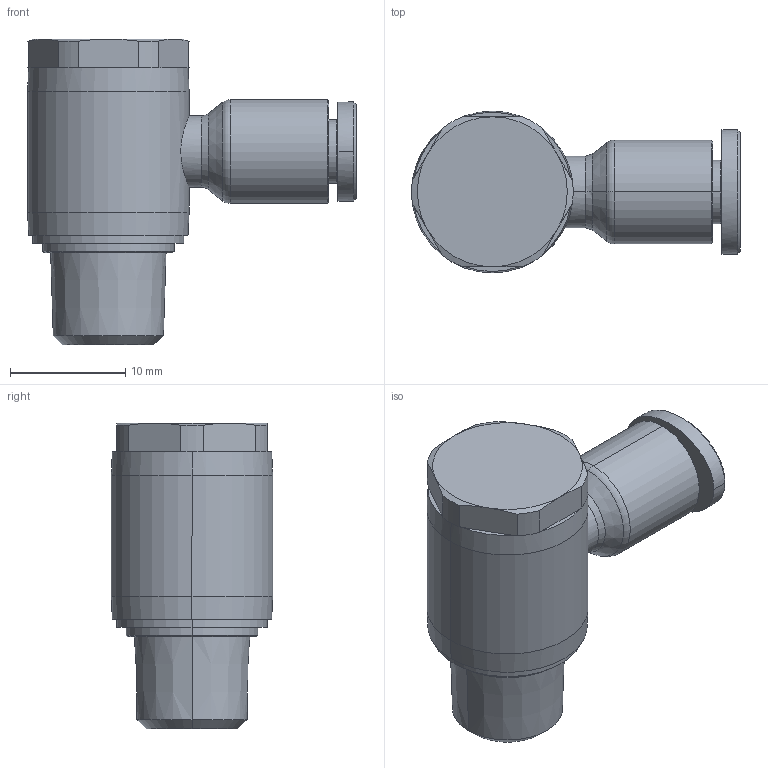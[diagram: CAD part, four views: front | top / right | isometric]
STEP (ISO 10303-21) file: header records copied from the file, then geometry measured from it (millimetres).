
FILE_DESCRIPTION((''),'2;1');
FILE_NAME('GPH_0401(3D).stp','2012-12-20T15:00:40',(''),(''),'Mechanical Desktop.R8.0.24.0','Mechanical Desktop.R8.0.24.0',', , ');
FILE_SCHEMA(('CONFIG_CONTROL_DESIGN'));
Length unit declared in the file: millimetre
Products named in the file (2): GPH_0401(3D); ºÎÇ°1
Assembly tree (1 placements, depth 2):
  GPH_0401(3D)
    ºÎÇ°1
Bounding box: 28.5 x 14 x 26.5 mm (x, y, z)
Volume: 3412.1 mm3; surface area: 2443.9 mm2
Topology: 1 solids, 1 shells, 444 faces, 1222 edges, 799 vertices
Faces by surface type: plane 353, bspline 31, cylinder 30, cone 28, torus 2
Entity records: 14716 total; most frequent: CARTESIAN_POINT 3348, ORIENTED_EDGE 2440, DIRECTION 2189, EDGE_CURVE 1220, VECTOR 1041, LINE 1041, VERTEX_POINT 799, AXIS2_PLACEMENT_3D 574
